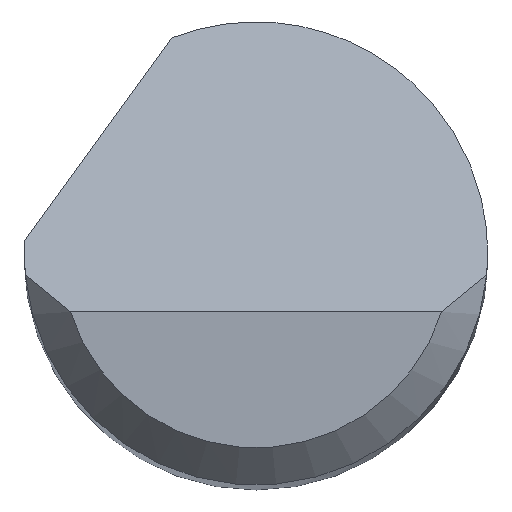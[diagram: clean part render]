
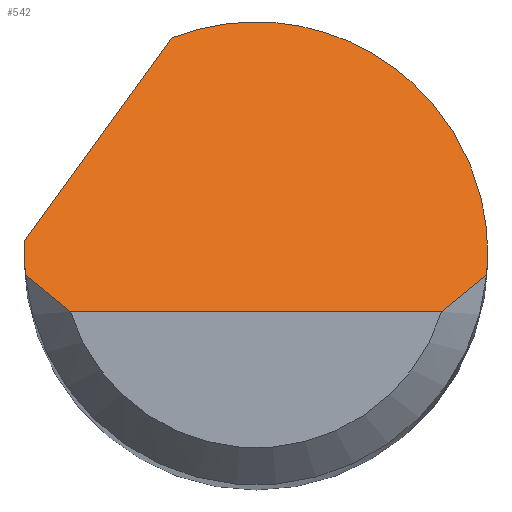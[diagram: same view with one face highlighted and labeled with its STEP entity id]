
A CAD part, top view. The second image highlights one B-rep face of the part: STEP entity #542.
In plain terms, the highlighted planar face has unit normal (0, 0.707, 0.707).
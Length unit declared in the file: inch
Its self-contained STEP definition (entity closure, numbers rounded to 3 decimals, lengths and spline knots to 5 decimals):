
#7 = ORIENTED_EDGE ( 'NONE', *, *, #573, .T. ) ;
#13 = CARTESIAN_POINT ( 'NONE',  ( -0.07508, -0.02375, 1.5 ) ) ;
#30 = CARTESIAN_POINT ( 'NONE',  ( -0.09375, -0.00292, 1.47917 ) ) ;
#39 = CARTESIAN_POINT ( 'NONE',  ( 0.09334, -0.00875, 1.485 ) ) ;
#45 = VERTEX_POINT ( 'NONE', #605 ) ;
#50 = DIRECTION ( 'NONE',  ( 1., 0., 0. ) ) ;
#67 = CARTESIAN_POINT ( 'NONE',  ( 0.09361, -0.00584, 1.48209 ) ) ;
#76 = CARTESIAN_POINT ( 'NONE',  ( -0.09371, 0.00333, 1.47292 ) ) ;
#80 = DIRECTION ( 'NONE',  ( 0., -0.707, -0.707 ) ) ;
#82 = CARTESIAN_POINT ( 'NONE',  ( 0.09375, 0., 1.47625 ) ) ;
#84 = CARTESIAN_POINT ( 'NONE',  ( 0., -0.02375, 1.5 ) ) ;
#85 = EDGE_CURVE ( 'NONE', #548, #275, #554, .T. ) ;
#96 =( BOUNDED_CURVE ( )  B_SPLINE_CURVE ( 3, ( #470, #645, #67, #530 ),
 .UNSPECIFIED., .F., .T. ) 
 B_SPLINE_CURVE_WITH_KNOTS ( ( 4, 4 ),
 ( 1.5708, 1.66427 ),
 .UNSPECIFIED. ) 
 CURVE ( )  GEOMETRIC_REPRESENTATION_ITEM ( )  RATIONAL_B_SPLINE_CURVE ( ( 1., 0.999, 0.999, 1. ) ) 
 REPRESENTATION_ITEM ( '' )  );
#100 = DIRECTION ( 'NONE',  ( 0.456, 0.629, -0.629 ) ) ;
#128 = CARTESIAN_POINT ( 'NONE',  ( -0.07508, -0.02375, 1.5 ) ) ;
#136 = CARTESIAN_POINT ( 'NONE',  ( -0.09375, 0., 1.47625 ) ) ;
#148 = CARTESIAN_POINT ( 'NONE',  ( 0.09375, 0., 1.47625 ) ) ;
#164 = CARTESIAN_POINT ( 'NONE',  ( -0.09334, -0.00875, 1.485 ) ) ;
#167 = EDGE_CURVE ( 'NONE', #45, #548, #298, .T. ) ;
#174 = CARTESIAN_POINT ( 'NONE',  ( -0.08761, -0.01397, 1.49022 ) ) ;
#182 =( BOUNDED_CURVE ( )  B_SPLINE_CURVE ( 3, ( #426, #660, #30, #136 ),
 .UNSPECIFIED., .F., .T. ) 
 B_SPLINE_CURVE_WITH_KNOTS ( ( 4, 4 ),
 ( 4.61892, 4.71239 ),
 .UNSPECIFIED. ) 
 CURVE ( )  GEOMETRIC_REPRESENTATION_ITEM ( )  RATIONAL_B_SPLINE_CURVE ( ( 1., 0.999, 0.999, 1. ) ) 
 REPRESENTATION_ITEM ( '' )  );
#189 = VERTEX_POINT ( 'NONE', #304 ) ;
#192 = FACE_OUTER_BOUND ( 'NONE', #278, .T. ) ;
#218 = CARTESIAN_POINT ( 'NONE',  ( 0.09334, -0.00875, 1.485 ) ) ;
#236 = CARTESIAN_POINT ( 'NONE',  ( -0.03394, 0.08739, 1.38886 ) ) ;
#239 = CARTESIAN_POINT ( 'NONE',  ( 0.08157, -0.019, 1.49525 ) ) ;
#247 = ORIENTED_EDGE ( 'NONE', *, *, #423, .F. ) ;
#259 = EDGE_CURVE ( 'NONE', #432, #310, #450, .T. ) ;
#270 = ORIENTED_EDGE ( 'NONE', *, *, #259, .T. ) ;
#275 = VERTEX_POINT ( 'NONE', #148 ) ;
#278 = EDGE_LOOP ( 'NONE', ( #270, #7, #635, #471, #370, #247, #347, #662 ) ) ;
#287 = CARTESIAN_POINT ( 'NONE',  ( 0.03379, 0.11369, 1.36256 ) ) ;
#294 = VERTEX_POINT ( 'NONE', #164 ) ;
#298 = LINE ( 'NONE', #498, #383 ) ;
#299 = VERTEX_POINT ( 'NONE', #218 ) ;
#304 = CARTESIAN_POINT ( 'NONE',  ( -0.09375, 0., 1.47625 ) ) ;
#310 = VERTEX_POINT ( 'NONE', #634 ) ;
#319 = AXIS2_PLACEMENT_3D ( 'NONE', #538, #80, #481 ) ;
#331 = VECTOR ( 'NONE', #50, 39.37008 ) ;
#343 = CARTESIAN_POINT ( 'NONE',  ( 0.09375, 0.07266, 1.40359 ) ) ;
#347 = ORIENTED_EDGE ( 'NONE', *, *, #636, .F. ) ;
#362 = EDGE_CURVE ( 'NONE', #275, #299, #96, .T. ) ;
#363 = EDGE_CURVE ( 'NONE', #294, #432, #397, .T. ) ;
#370 = ORIENTED_EDGE ( 'NONE', *, *, #167, .F. ) ;
#373 = CARTESIAN_POINT ( 'NONE',  ( -0.09375, 0.00167, 1.47458 ) ) ;
#376 = PLANE ( 'NONE',  #319 ) ;
#383 = VECTOR ( 'NONE', #100, 39.37008 ) ;
#397 = B_SPLINE_CURVE_WITH_KNOTS ( 'NONE', 3,
 ( #643, #174, #534, #13 ),
 .UNSPECIFIED., .F., .F.,
 ( 4, 4 ),
 ( 0., 0.00071 ),
 .UNSPECIFIED. ) ;
#416 = CARTESIAN_POINT ( 'NONE',  ( -0.09375, 0., 1.47625 ) ) ;
#423 = EDGE_CURVE ( 'NONE', #189, #45, #653, .T. ) ;
#426 = CARTESIAN_POINT ( 'NONE',  ( -0.09334, -0.00875, 1.485 ) ) ;
#432 = VERTEX_POINT ( 'NONE', #128 ) ;
#434 = CARTESIAN_POINT ( 'NONE',  ( 0.08761, -0.01397, 1.49022 ) ) ;
#435 = B_SPLINE_CURVE_WITH_KNOTS ( 'NONE', 3,
 ( #528, #239, #434, #39 ),
 .UNSPECIFIED., .F., .F.,
 ( 4, 4 ),
 ( 0., 0.00071 ),
 .UNSPECIFIED. ) ;
#450 = LINE ( 'NONE', #84, #331 ) ;
#470 = CARTESIAN_POINT ( 'NONE',  ( 0.09375, 0., 1.47625 ) ) ;
#471 = ORIENTED_EDGE ( 'NONE', *, *, #85, .F. ) ;
#481 = DIRECTION ( 'NONE',  ( 0., 0.707, -0.707 ) ) ;
#484 = CARTESIAN_POINT ( 'NONE',  ( -0.09362, 0.005, 1.47125 ) ) ;
#489 = CARTESIAN_POINT ( 'NONE',  ( -0.03394, 0.08739, 1.38886 ) ) ;
#498 = CARTESIAN_POINT ( 'NONE',  ( -0.11014, -0.01781, 1.49406 ) ) ;
#528 = CARTESIAN_POINT ( 'NONE',  ( 0.07508, -0.02375, 1.5 ) ) ;
#530 = CARTESIAN_POINT ( 'NONE',  ( 0.09334, -0.00875, 1.485 ) ) ;
#534 = CARTESIAN_POINT ( 'NONE',  ( -0.08157, -0.019, 1.49525 ) ) ;
#538 = CARTESIAN_POINT ( 'NONE',  ( -0.09375, -0.02375, 1.5 ) ) ;
#542 = ADVANCED_FACE ( 'NONE', ( #192 ), #376, .F. ) ;
#548 = VERTEX_POINT ( 'NONE', #489 ) ;
#554 =( BOUNDED_CURVE ( )  B_SPLINE_CURVE ( 3, ( #236, #287, #343, #82 ),
 .UNSPECIFIED., .F., .T. ) 
 B_SPLINE_CURVE_WITH_KNOTS ( ( 4, 4 ),
 ( 5.91277, 7.85398 ),
 .UNSPECIFIED. ) 
 CURVE ( )  GEOMETRIC_REPRESENTATION_ITEM ( )  RATIONAL_B_SPLINE_CURVE ( ( 1., 0.71, 0.71, 1. ) ) 
 REPRESENTATION_ITEM ( '' )  );
#573 = EDGE_CURVE ( 'NONE', #310, #299, #435, .T. ) ;
#605 = CARTESIAN_POINT ( 'NONE',  ( -0.09362, 0.005, 1.47125 ) ) ;
#634 = CARTESIAN_POINT ( 'NONE',  ( 0.07508, -0.02375, 1.5 ) ) ;
#635 = ORIENTED_EDGE ( 'NONE', *, *, #362, .F. ) ;
#636 = EDGE_CURVE ( 'NONE', #294, #189, #182, .T. ) ;
#643 = CARTESIAN_POINT ( 'NONE',  ( -0.09334, -0.00875, 1.485 ) ) ;
#645 = CARTESIAN_POINT ( 'NONE',  ( 0.09375, -0.00292, 1.47917 ) ) ;
#653 =( BOUNDED_CURVE ( )  B_SPLINE_CURVE ( 3, ( #416, #373, #76, #484 ),
 .UNSPECIFIED., .F., .T. ) 
 B_SPLINE_CURVE_WITH_KNOTS ( ( 4, 4 ),
 ( 4.71239, 4.76575 ),
 .UNSPECIFIED. ) 
 CURVE ( )  GEOMETRIC_REPRESENTATION_ITEM ( )  RATIONAL_B_SPLINE_CURVE ( ( 1., 1., 1., 1. ) ) 
 REPRESENTATION_ITEM ( '' )  );
#660 = CARTESIAN_POINT ( 'NONE',  ( -0.09361, -0.00584, 1.48209 ) ) ;
#662 = ORIENTED_EDGE ( 'NONE', *, *, #363, .T. ) ;
